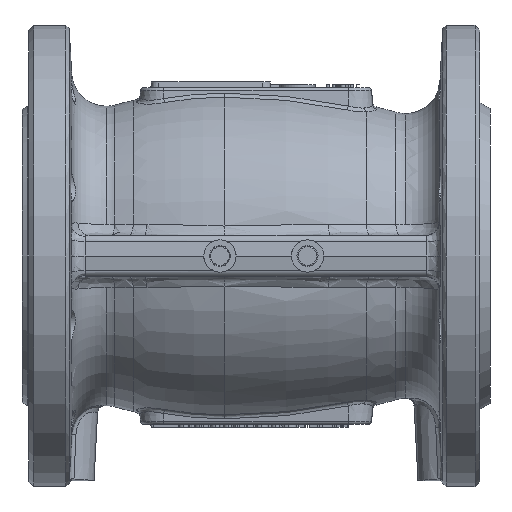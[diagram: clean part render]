
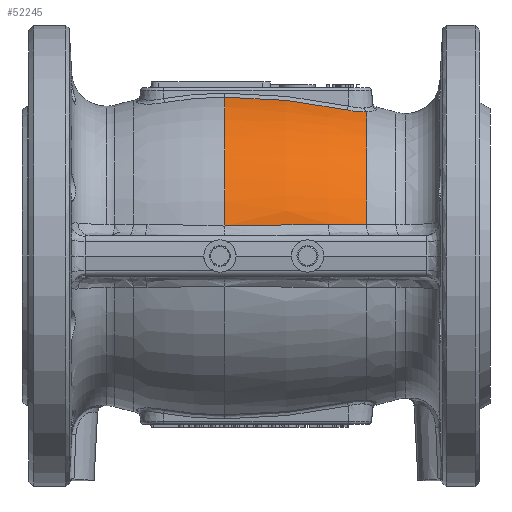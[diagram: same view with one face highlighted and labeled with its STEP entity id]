
A CAD part, front view. The second image highlights one B-rep face of the part: STEP entity #52245.
In plain terms, the highlighted toroidal (fillet/blend) face has major radius 207.5 mm and minor radius 280 mm.
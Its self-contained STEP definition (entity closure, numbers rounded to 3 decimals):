
#337 = ORIENTED_EDGE ( 'NONE', *, *, #93055, .F. ) ;
#1069 = DIRECTION ( 'NONE',  ( 0., 0., -1. ) ) ;
#1344 = CARTESIAN_POINT ( 'NONE',  ( -8.05, -105.378, 68.895 ) ) ;
#3265 = CARTESIAN_POINT ( 'NONE',  ( 1.819, -153.454, 13.286 ) ) ;
#4979 = CARTESIAN_POINT ( 'NONE',  ( 44.582, -146.983, 13.772 ) ) ;
#5880 = ORIENTED_EDGE ( 'NONE', *, *, #48635, .T. ) ;
#6070 = VERTEX_POINT ( 'NONE', #23853 ) ;
#6341 = CARTESIAN_POINT ( 'NONE',  ( 37.749, -105.78, 63.038 ) ) ;
#8655 = CARTESIAN_POINT ( 'NONE',  ( 31.882, -105.748, 64.263 ) ) ;
#10939 = CARTESIAN_POINT ( 'NONE',  ( 20.532, -151.498, 13.827 ) ) ;
#11118 = CARTESIAN_POINT ( 'NONE',  ( 36.26, -105.821, 63.334 ) ) ;
#13683 = CARTESIAN_POINT ( 'NONE',  ( 44.002, -103.327, 62.492 ) ) ;
#14038 = CARTESIAN_POINT ( 'NONE',  ( 36.26, -105.821, 63.334 ) ) ;
#15440 = DIRECTION ( 'NONE',  ( 1., 0., 0. ) ) ;
#16337 = CARTESIAN_POINT ( 'NONE',  ( 36.26, -105.821, 63.334 ) ) ;
#17915 = EDGE_CURVE ( 'NONE', #6070, #52044, #19869, .T. ) ;
#19869 = B_SPLINE_CURVE_WITH_KNOTS ( 'NONE', 3,
 ( #67058, #13683, #29008, #82452, #36677, #90063, #44330, #97723, #52039, #6341, #59722, #14038 ),
 .UNSPECIFIED., .F., .F.,
 ( 4, 2, 2, 2, 2, 4 ),
 ( 0., 0.002, 0.005, 0.006, 0.007, 0.009 ),
 .UNSPECIFIED. ) ;
#21732 = B_SPLINE_CURVE_WITH_KNOTS ( 'NONE', 3,
 ( #79373, #41274, #94654, #48968, #3265, #56643, #10939, #64290 ),
 .UNSPECIFIED., .F., .F.,
 ( 4, 2, 2, 4 ),
 ( 0., 0.011, 0.023, 0.045 ),
 .UNSPECIFIED. ) ;
#23853 = CARTESIAN_POINT ( 'NONE',  ( 44.582, -102.829, 62.514 ) ) ;
#29008 = CARTESIAN_POINT ( 'NONE',  ( 43.374, -103.771, 62.49 ) ) ;
#29622 = CARTESIAN_POINT ( 'NONE',  ( 44.582, -82.8, 0. ) ) ;
#30663 = EDGE_CURVE ( 'NONE', #63541, #75887, #63752, .T. ) ;
#35526 = ORIENTED_EDGE ( 'NONE', *, *, #30663, .T. ) ;
#35894 = CARTESIAN_POINT ( 'NONE',  ( -17., -82.8, 0. ) ) ;
#36677 = CARTESIAN_POINT ( 'NONE',  ( 41.383, -104.843, 62.578 ) ) ;
#37283 = DIRECTION ( 'NONE',  ( 0., 0., -1. ) ) ;
#39349 = CARTESIAN_POINT ( 'NONE',  ( 18.645, -105.572, 66.465 ) ) ;
#40334 = AXIS2_PLACEMENT_3D ( 'NONE', #84172, #15440, #1069 ) ;
#41274 = CARTESIAN_POINT ( 'NONE',  ( -13.231, -154.124, 13.006 ) ) ;
#43454 = ORIENTED_EDGE ( 'NONE', *, *, #17915, .T. ) ;
#43519 = DIRECTION ( 'NONE',  ( 0., 0., -1. ) ) ;
#44330 = CARTESIAN_POINT ( 'NONE',  ( 39.949, -105.336, 62.722 ) ) ;
#46991 = CARTESIAN_POINT ( 'NONE',  ( 0.87, -105.415, 68.433 ) ) ;
#48635 = EDGE_CURVE ( 'NONE', #60227, #74310, #79603, .T. ) ;
#48968 = CARTESIAN_POINT ( 'NONE',  ( -1.942, -153.704, 13.187 ) ) ;
#50281 = EDGE_CURVE ( 'NONE', #52044, #60227, #70681, .T. ) ;
#50667 = CARTESIAN_POINT ( 'NONE',  ( 27.968, -150.266, 13.812 ) ) ;
#52039 = CARTESIAN_POINT ( 'NONE',  ( 38.853, -105.6, 62.866 ) ) ;
#52044 = VERTEX_POINT ( 'NONE', #11118 ) ;
#52245 = ADVANCED_FACE ( 'NONE', ( #98230 ), #77970, .T. ) ;
#52396 = AXIS2_PLACEMENT_3D ( 'NONE', #35894, #89278, #43519 ) ;
#54269 = EDGE_LOOP ( 'NONE', ( #337, #43454, #64717, #5880, #66725, #35526 ) ) ;
#54696 = CARTESIAN_POINT ( 'NONE',  ( -17., -105.378, 68.895 ) ) ;
#56643 = CARTESIAN_POINT ( 'NONE',  ( 13.069, -152.468, 13.598 ) ) ;
#59722 = CARTESIAN_POINT ( 'NONE',  ( 37.007, -105.834, 63.175 ) ) ;
#60227 = VERTEX_POINT ( 'NONE', #89548 ) ;
#63541 = VERTEX_POINT ( 'NONE', #69074 ) ;
#63752 = B_SPLINE_CURVE_WITH_KNOTS ( 'NONE', 3,
 ( #50667, #96351, #88715, #4979 ),
 .UNSPECIFIED., .F., .F.,
 ( 4, 4 ),
 ( 0.045, 0.062 ),
 .UNSPECIFIED. ) ;
#64290 = CARTESIAN_POINT ( 'NONE',  ( 27.968, -150.266, 13.812 ) ) ;
#64717 = ORIENTED_EDGE ( 'NONE', *, *, #50281, .T. ) ;
#66725 = ORIENTED_EDGE ( 'NONE', *, *, #94669, .T. ) ;
#66730 = CIRCLE ( 'NONE', #76430, 65.644 ) ;
#67058 = CARTESIAN_POINT ( 'NONE',  ( 44.582, -102.829, 62.514 ) ) ;
#69074 = CARTESIAN_POINT ( 'NONE',  ( 27.968, -150.266, 13.812 ) ) ;
#70681 = B_SPLINE_CURVE_WITH_KNOTS ( 'NONE', 3,
 ( #16337, #8655, #85101, #39349, #92723, #46991, #1344, #54696 ),
 .UNSPECIFIED., .F., .F.,
 ( 4, 2, 2, 4 ),
 ( 0., 0.013, 0.027, 0.054 ),
 .UNSPECIFIED. ) ;
#74310 = VERTEX_POINT ( 'NONE', #76300 ) ;
#75887 = VERTEX_POINT ( 'NONE', #88405 ) ;
#76300 = CARTESIAN_POINT ( 'NONE',  ( -17., -154.124, 13.006 ) ) ;
#76430 = AXIS2_PLACEMENT_3D ( 'NONE', #29622, #83052, #37283 ) ;
#77970 = TOROIDAL_SURFACE ( 'NONE', #40334, -207.5, 280. ) ;
#79373 = CARTESIAN_POINT ( 'NONE',  ( -17., -154.124, 13.006 ) ) ;
#79603 = CIRCLE ( 'NONE', #52396, 72.5 ) ;
#82452 = CARTESIAN_POINT ( 'NONE',  ( 42.066, -104.527, 62.534 ) ) ;
#83052 = DIRECTION ( 'NONE',  ( 1., 0., 0. ) ) ;
#84172 = CARTESIAN_POINT ( 'NONE',  ( -17., -82.8, 0. ) ) ;
#85101 = CARTESIAN_POINT ( 'NONE',  ( 27.482, -105.683, 65.075 ) ) ;
#88405 = CARTESIAN_POINT ( 'NONE',  ( 44.582, -146.983, 13.772 ) ) ;
#88715 = CARTESIAN_POINT ( 'NONE',  ( 39.068, -148.251, 13.788 ) ) ;
#89278 = DIRECTION ( 'NONE',  ( 1., 0., 0. ) ) ;
#89548 = CARTESIAN_POINT ( 'NONE',  ( -17., -105.378, 68.895 ) ) ;
#90063 = CARTESIAN_POINT ( 'NONE',  ( 40.314, -105.224, 62.681 ) ) ;
#92723 = CARTESIAN_POINT ( 'NONE',  ( 14.205, -105.526, 67.045 ) ) ;
#93055 = EDGE_CURVE ( 'NONE', #6070, #75887, #66730, .T. ) ;
#94654 = CARTESIAN_POINT ( 'NONE',  ( -9.466, -154.039, 13.046 ) ) ;
#94669 = EDGE_CURVE ( 'NONE', #74310, #63541, #21732, .T. ) ;
#96351 = CARTESIAN_POINT ( 'NONE',  ( 33.53, -149.345, 13.801 ) ) ;
#97723 = CARTESIAN_POINT ( 'NONE',  ( 39.219, -105.523, 62.815 ) ) ;
#98230 = FACE_OUTER_BOUND ( 'NONE', #54269, .T. ) ;
